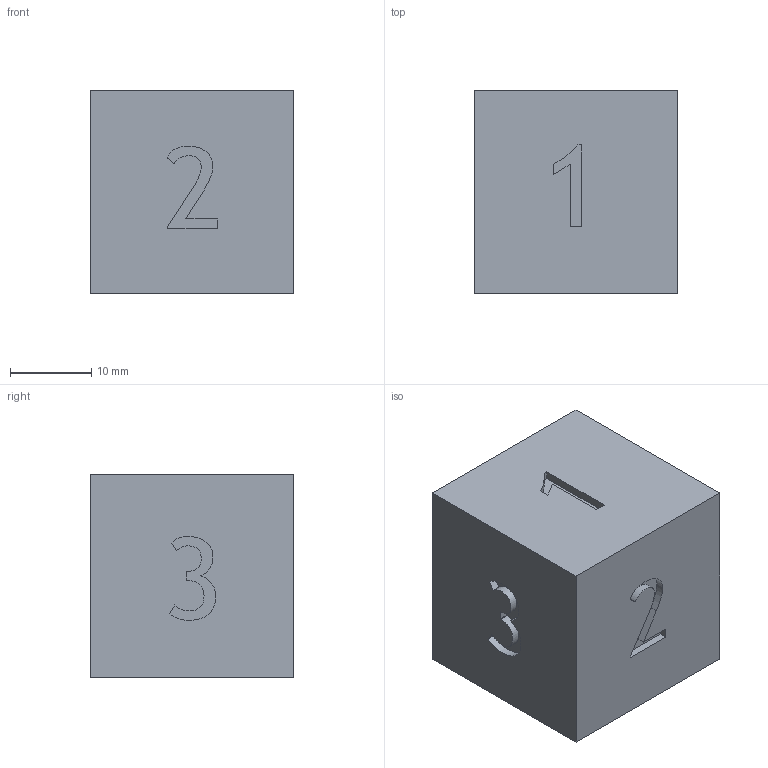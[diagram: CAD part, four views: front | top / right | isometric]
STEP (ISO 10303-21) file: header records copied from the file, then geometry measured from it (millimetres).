
FILE_DESCRIPTION(('HOOPS Exchange Step'),'2;1');
FILE_NAME('temp_export','2024-07-11T10:28:01+08:00',('sharma21'),('Shapr3D Limited'),'HOOPS Exchange 2024.2','Shapr3D','Authorized');
FILE_SCHEMA( ('AUTOMOTIVE_DESIGN { 1 0 10303 214 1 1 1 1 }') );
Length unit declared in the file: millimetre
Products named in the file (1): root
Bounding box: 25 x 25 x 25 mm (x, y, z)
Volume: 15482.4 mm3; surface area: 3985.7 mm2
Topology: 1 solids, 1 shells, 68 faces, 174 edges, 116 vertices
Faces by surface type: plane 54, bspline 14
Entity records: 2606 total; most frequent: CARTESIAN_POINT 1021, ORIENTED_EDGE 348, DIRECTION 256, EDGE_CURVE 174, VECTOR 146, LINE 146, VERTEX_POINT 116, EDGE_LOOP 76
